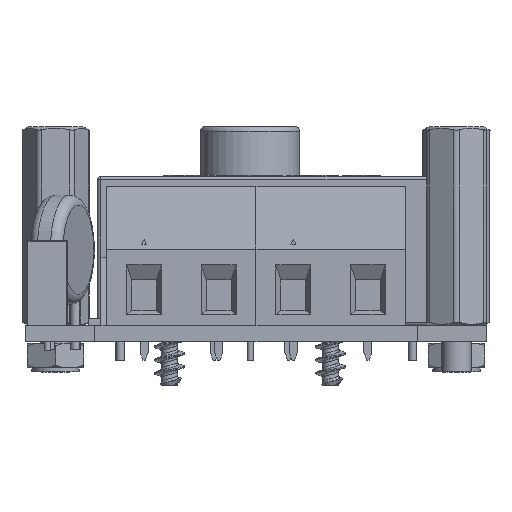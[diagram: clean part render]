
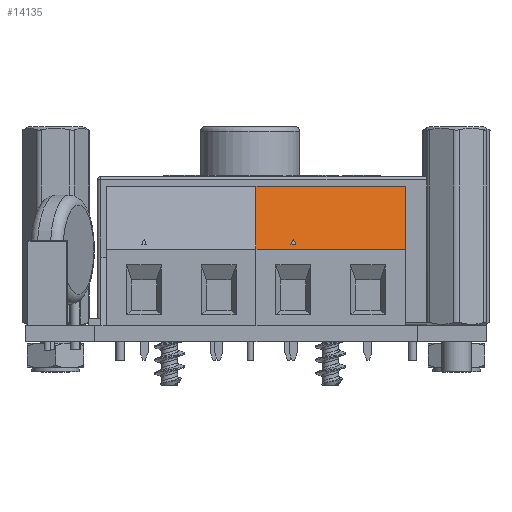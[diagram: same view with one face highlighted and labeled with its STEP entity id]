
A CAD part, front view. The second image highlights one B-rep face of the part: STEP entity #14135.
In plain terms, the highlighted face is planar.
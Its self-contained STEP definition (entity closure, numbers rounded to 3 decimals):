
#10361 = VERTEX_POINT('',#10362);
#10362 = CARTESIAN_POINT('',(15.,14.,8.));
#10368 = EDGE_CURVE('',#10361,#10369,#10371,.T.);
#10369 = VERTEX_POINT('',#10370);
#10370 = CARTESIAN_POINT('',(15.,7.7,9.4));
#10371 = LINE('',#10372,#10373);
#10372 = CARTESIAN_POINT('',(15.,14.,8.));
#10373 = VECTOR('',#10374,1.);
#10374 = DIRECTION('',(0.,-0.976,0.217));
#14057 = VERTEX_POINT('',#14058);
#14058 = CARTESIAN_POINT('',(0.,7.7,9.4));
#14064 = EDGE_CURVE('',#14065,#14057,#14067,.T.);
#14065 = VERTEX_POINT('',#14066);
#14066 = CARTESIAN_POINT('',(0.,14.,8.));
#14067 = LINE('',#14068,#14069);
#14068 = CARTESIAN_POINT('',(0.,14.,8.));
#14069 = VECTOR('',#14070,1.);
#14070 = DIRECTION('',(0.,-0.976,0.217));
#14100 = EDGE_CURVE('',#10361,#14065,#14101,.T.);
#14101 = LINE('',#14102,#14103);
#14102 = CARTESIAN_POINT('',(15.,14.,8.));
#14103 = VECTOR('',#14104,1.);
#14104 = DIRECTION('',(-1.,0.,0.));
#14125 = EDGE_CURVE('',#10369,#14057,#14126,.T.);
#14126 = LINE('',#14127,#14128);
#14127 = CARTESIAN_POINT('',(15.,7.7,9.4));
#14128 = VECTOR('',#14129,1.);
#14129 = DIRECTION('',(-1.,0.,0.));
#14135 = ADVANCED_FACE('',(#14136,#14142),#14168,.F.);
#14136 = FACE_BOUND('',#14137,.T.);
#14137 = EDGE_LOOP('',(#14138,#14139,#14140,#14141));
#14138 = ORIENTED_EDGE('',*,*,#14064,.T.);
#14139 = ORIENTED_EDGE('',*,*,#14125,.F.);
#14140 = ORIENTED_EDGE('',*,*,#10368,.F.);
#14141 = ORIENTED_EDGE('',*,*,#14100,.T.);
#14142 = FACE_BOUND('',#14143,.T.);
#14143 = EDGE_LOOP('',(#14144,#14154,#14162));
#14144 = ORIENTED_EDGE('',*,*,#14145,.F.);
#14145 = EDGE_CURVE('',#14146,#14148,#14150,.T.);
#14146 = VERTEX_POINT('',#14147);
#14147 = CARTESIAN_POINT('',(4.,8.188,9.292));
#14148 = VERTEX_POINT('',#14149);
#14149 = CARTESIAN_POINT('',(3.75,8.676,9.183));
#14150 = LINE('',#14151,#14152);
#14151 = CARTESIAN_POINT('',(4.,8.188,9.292));
#14152 = VECTOR('',#14153,1.);
#14153 = DIRECTION('',(-0.447,0.873,-0.194));
#14154 = ORIENTED_EDGE('',*,*,#14155,.F.);
#14155 = EDGE_CURVE('',#14156,#14146,#14158,.T.);
#14156 = VERTEX_POINT('',#14157);
#14157 = CARTESIAN_POINT('',(3.5,8.188,9.292));
#14158 = LINE('',#14159,#14160);
#14159 = CARTESIAN_POINT('',(3.5,8.188,9.292));
#14160 = VECTOR('',#14161,1.);
#14161 = DIRECTION('',(1.,0.,0.));
#14162 = ORIENTED_EDGE('',*,*,#14163,.F.);
#14163 = EDGE_CURVE('',#14148,#14156,#14164,.T.);
#14164 = LINE('',#14165,#14166);
#14165 = CARTESIAN_POINT('',(3.75,8.676,9.183));
#14166 = VECTOR('',#14167,1.);
#14167 = DIRECTION('',(-0.447,-0.873,0.194));
#14168 = PLANE('',#14169);
#14169 = AXIS2_PLACEMENT_3D('',#14170,#14171,#14172);
#14170 = CARTESIAN_POINT('',(15.,14.,8.));
#14171 = DIRECTION('',(0.,-0.217,-0.976));
#14172 = DIRECTION('',(0.,0.976,-0.217));
